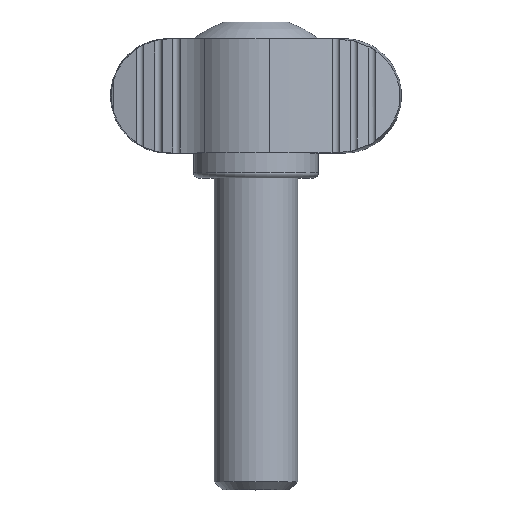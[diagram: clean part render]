
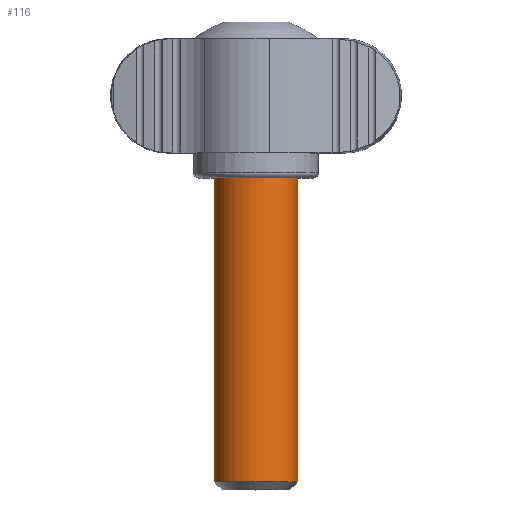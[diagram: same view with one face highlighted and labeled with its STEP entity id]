
A CAD part, top view. The second image highlights one B-rep face of the part: STEP entity #116.
In plain terms, the highlighted cylindrical face has radius 4 mm (diameter 8 mm), a full revolution.
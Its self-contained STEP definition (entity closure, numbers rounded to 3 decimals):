
#116 = ADVANCED_FACE( '', ( #252, #253 ), #254, .T. );
#252 = FACE_OUTER_BOUND( '', #405, .T. );
#253 = FACE_OUTER_BOUND( '', #406, .T. );
#254 = CYLINDRICAL_SURFACE( '', #407, 4. );
#405 = EDGE_LOOP( '', ( #713 ) );
#406 = EDGE_LOOP( '', ( #714 ) );
#407 = AXIS2_PLACEMENT_3D( '', #715, #716, #717 );
#713 = ORIENTED_EDGE( '', *, *, #1019, .F. );
#714 = ORIENTED_EDGE( '', *, *, #932, .T. );
#715 = CARTESIAN_POINT( '', ( 0., -30., 0. ) );
#716 = DIRECTION( '', ( 0., 1., 0. ) );
#717 = DIRECTION( '', ( 0., 0., -1. ) );
#932 = EDGE_CURVE( '', #1126, #1126, #1127, .F. );
#1019 = EDGE_CURVE( '', #1258, #1258, #1259, .T. );
#1126 = VERTEX_POINT( '', #1548 );
#1127 = CIRCLE( '', #1549, 4. );
#1258 = VERTEX_POINT( '', #1866 );
#1259 = CIRCLE( '', #1867, 4. );
#1548 = CARTESIAN_POINT( '', ( 0., 0., 4. ) );
#1549 = AXIS2_PLACEMENT_3D( '', #1926, #1927, #1928 );
#1866 = CARTESIAN_POINT( '', ( 0., -29.233, -4. ) );
#1867 = AXIS2_PLACEMENT_3D( '', #2011, #2012, #2013 );
#1926 = CARTESIAN_POINT( '', ( 0., 0., 0. ) );
#1927 = DIRECTION( '', ( 0., 1., 0. ) );
#1928 = DIRECTION( '', ( 0., 0., 1. ) );
#2011 = CARTESIAN_POINT( '', ( 0., -29.233, 0. ) );
#2012 = DIRECTION( '', ( 0., -1., 0. ) );
#2013 = DIRECTION( '', ( 0., 0., -1. ) );
